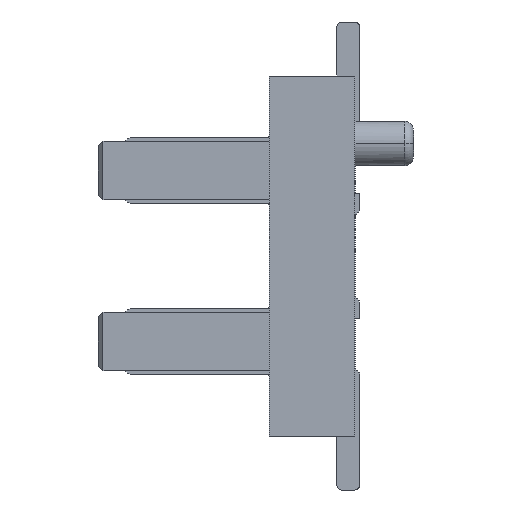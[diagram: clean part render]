
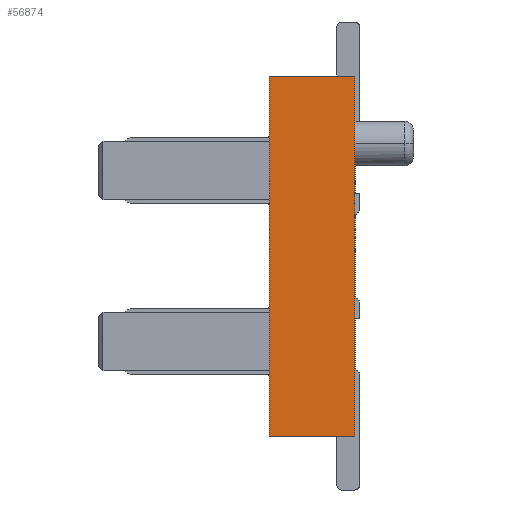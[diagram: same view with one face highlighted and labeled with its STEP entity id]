
A CAD part, left-side view. The second image highlights one B-rep face of the part: STEP entity #56874.
In plain terms, the highlighted planar face has unit normal (-1, 0, 0).
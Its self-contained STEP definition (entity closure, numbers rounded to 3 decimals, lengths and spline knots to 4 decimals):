
#1231=DIRECTION('',(0.,-1.,0.));
#1232=VECTOR('',#1231,0.95);
#1233=CARTESIAN_POINT('',(-11.35,0.95,-2.));
#1234=LINE('',#1233,#1232);
#10259=DIRECTION('',(0.,0.,-1.));
#10260=VECTOR('',#10259,4.);
#10261=CARTESIAN_POINT('',(-11.35,0.,2.));
#10262=LINE('',#10261,#10260);
#10263=DIRECTION('',(0.,0.,1.));
#10264=VECTOR('',#10263,4.);
#10265=CARTESIAN_POINT('',(-11.35,0.95,-2.));
#10266=LINE('',#10265,#10264);
#10267=DIRECTION('',(0.,-1.,0.));
#10268=VECTOR('',#10267,0.95);
#10269=CARTESIAN_POINT('',(-11.35,0.95,2.));
#10270=LINE('',#10269,#10268);
#32557=CARTESIAN_POINT('',(-11.35,0.,-2.));
#32558=VERTEX_POINT('',#32557);
#32559=CARTESIAN_POINT('',(-11.35,0.,2.));
#32560=VERTEX_POINT('',#32559);
#32569=CARTESIAN_POINT('',(-11.35,0.95,2.));
#32571=VERTEX_POINT('',#32569);
#32699=CARTESIAN_POINT('',(-11.35,0.95,-2.));
#32701=VERTEX_POINT('',#32699);
#56863=CARTESIAN_POINT('',(-11.35,0.475,0.));
#56864=DIRECTION('',(1.,0.,0.));
#56865=DIRECTION('',(0.,0.,1.));
#56866=AXIS2_PLACEMENT_3D('',#56863,#56864,#56865);
#56867=PLANE('',#56866);
#56868=ORIENTED_EDGE('',*,*,#42762,.T.);
#56869=ORIENTED_EDGE('',*,*,#43981,.F.);
#56870=ORIENTED_EDGE('',*,*,#42942,.T.);
#56871=ORIENTED_EDGE('',*,*,#42927,.T.);
#56872=EDGE_LOOP('',(#56868,#56869,#56870,#56871));
#56873=FACE_OUTER_BOUND('',#56872,.F.);
#42762=EDGE_CURVE('',#32560,#32558,#10262,.T.);
#42927=EDGE_CURVE('',#32571,#32560,#10270,.T.);
#42942=EDGE_CURVE('',#32701,#32571,#10266,.T.);
#43981=EDGE_CURVE('',#32701,#32558,#1234,.T.);
#56874=ADVANCED_FACE('',(#56873),#56867,.F.);
